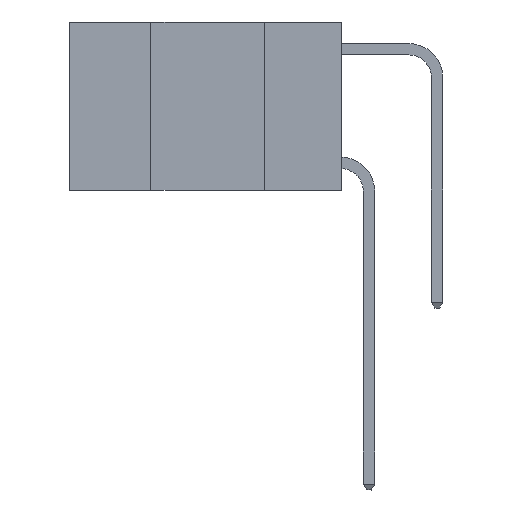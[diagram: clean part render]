
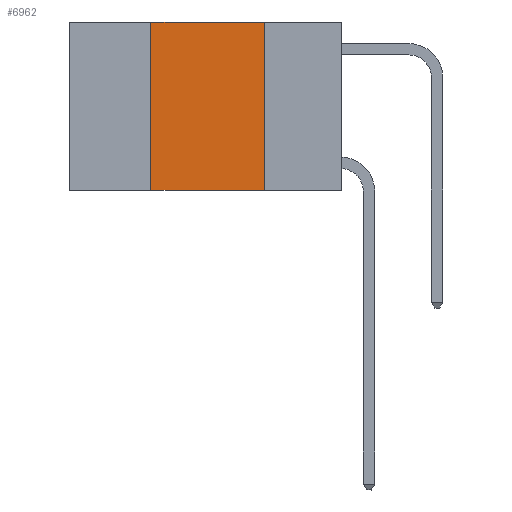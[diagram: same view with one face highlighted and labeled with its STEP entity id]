
A CAD part, left-side view. The second image highlights one B-rep face of the part: STEP entity #6962.
In plain terms, the highlighted planar face has unit normal (-1, 0, 0).
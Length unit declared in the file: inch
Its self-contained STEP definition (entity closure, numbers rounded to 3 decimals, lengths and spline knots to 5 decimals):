
#2 = PLANE ( 'NONE',  #18853 ) ;
#170 = CARTESIAN_POINT ( 'NONE',  ( 0., 0.6, -0.37 ) ) ;
#546 = VECTOR ( 'NONE', #1447, 39.37008 ) ;
#654 = EDGE_CURVE ( 'NONE', #5409, #2552, #10573, .T. ) ;
#941 = VECTOR ( 'NONE', #5617, 39.37008 ) ;
#1302 = LINE ( 'NONE', #13645, #546 ) ;
#1447 = DIRECTION ( 'NONE',  ( 0., 0., -1. ) ) ;
#2091 = DIRECTION ( 'NONE',  ( 0., 0., -1. ) ) ;
#2552 = VERTEX_POINT ( 'NONE', #5107 ) ;
#2748 = ORIENTED_EDGE ( 'NONE', *, *, #16577, .F. ) ;
#4574 = LINE ( 'NONE', #21562, #13828 ) ;
#4985 = EDGE_CURVE ( 'NONE', #11054, #2552, #1302, .T. ) ;
#5096 = ORIENTED_EDGE ( 'NONE', *, *, #654, .T. ) ;
#5107 = CARTESIAN_POINT ( 'NONE',  ( 0., 0.17, -0.37 ) ) ;
#5156 = VERTEX_POINT ( 'NONE', #7947 ) ;
#5409 = VERTEX_POINT ( 'NONE', #6544 ) ;
#5617 = DIRECTION ( 'NONE',  ( 0., -1., 0. ) ) ;
#5722 = CARTESIAN_POINT ( 'NONE',  ( 0., 0.17, 0. ) ) ;
#6544 = CARTESIAN_POINT ( 'NONE',  ( 0., 0.42, -0.37 ) ) ;
#6962 = ADVANCED_FACE ( 'NONE', ( #14850 ), #2, .F. ) ;
#7947 = CARTESIAN_POINT ( 'NONE',  ( 0., 0.42, 0. ) ) ;
#8253 = LINE ( 'NONE', #16849, #941 ) ;
#9760 = VECTOR ( 'NONE', #12791, 39.37008 ) ;
#10101 = ORIENTED_EDGE ( 'NONE', *, *, #17161, .F. ) ;
#10573 = LINE ( 'NONE', #170, #9760 ) ;
#11054 = VERTEX_POINT ( 'NONE', #5722 ) ;
#12660 = DIRECTION ( 'NONE',  ( 0., 0., 1. ) ) ;
#12791 = DIRECTION ( 'NONE',  ( 0., -1., 0. ) ) ;
#13645 = CARTESIAN_POINT ( 'NONE',  ( 0., 0.17, 0. ) ) ;
#13828 = VECTOR ( 'NONE', #12660, 39.37008 ) ;
#14850 = FACE_OUTER_BOUND ( 'NONE', #15705, .T. ) ;
#15705 = EDGE_LOOP ( 'NONE', ( #26451, #2748, #10101, #5096 ) ) ;
#16577 = EDGE_CURVE ( 'NONE', #5156, #11054, #8253, .T. ) ;
#16849 = CARTESIAN_POINT ( 'NONE',  ( 0., 0.6, 0. ) ) ;
#16930 = DIRECTION ( 'NONE',  ( 1., 0., 0. ) ) ;
#17161 = EDGE_CURVE ( 'NONE', #5409, #5156, #4574, .T. ) ;
#18767 = CARTESIAN_POINT ( 'NONE',  ( 0., 0.6, 0. ) ) ;
#18853 = AXIS2_PLACEMENT_3D ( 'NONE', #18767, #16930, #2091 ) ;
#21562 = CARTESIAN_POINT ( 'NONE',  ( 0., 0.42, 0. ) ) ;
#26451 = ORIENTED_EDGE ( 'NONE', *, *, #4985, .F. ) ;
